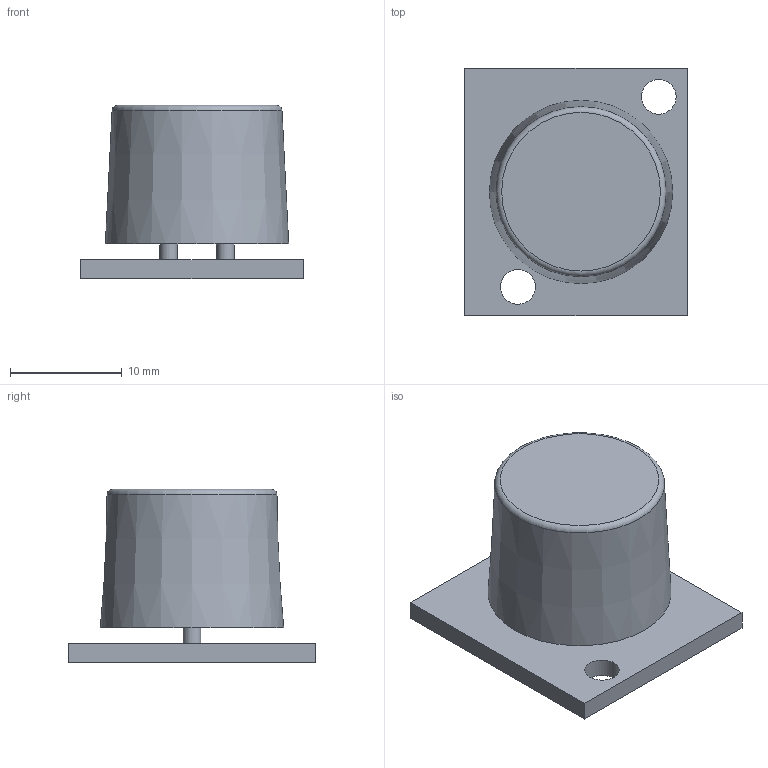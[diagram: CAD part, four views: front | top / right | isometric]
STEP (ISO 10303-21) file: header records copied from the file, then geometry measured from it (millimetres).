
FILE_DESCRIPTION(('FreeCAD Model'),'2;1');
FILE_NAME('MaxSonar-MB1010.step','2015-12-25T19:47:54',('Author'),(''), 'Open CASCADE STEP processor 6.5','FreeCAD','Unknown');
FILE_SCHEMA(('AUTOMOTIVE_DESIGN_CC2 { 1 2 10303 214 -1 1 5 4 }'));
Length unit declared in the file: millimetre
Products named in the file (2): ASSEMBLY; Pocket
Assembly tree (1 placements, depth 2):
  ASSEMBLY
    Pocket
Bounding box: 19.9 x 22.1 x 15.5 mm (x, y, z)
Volume: 3150.5 mm3; surface area: 2029.1 mm2
Topology: 1 solids, 1 shells, 14 faces, 29 edges, 19 vertices
Faces by surface type: plane 8, cylinder 4, cone 1, torus 1
Full cylindrical faces by diameter (mm): 1.6 x2, 3.1 x2
Entity records: 811 total; most frequent: CARTESIAN_POINT 134, DIRECTION 129, LINE 65, VECTOR 65, ORIENTED_EDGE 58, PCURVE 58, DEFINITIONAL_REPRESENTATION 58, EDGE_CURVE 29
